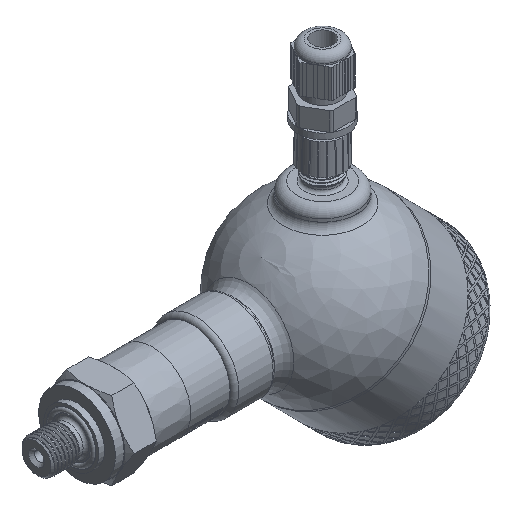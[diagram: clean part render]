
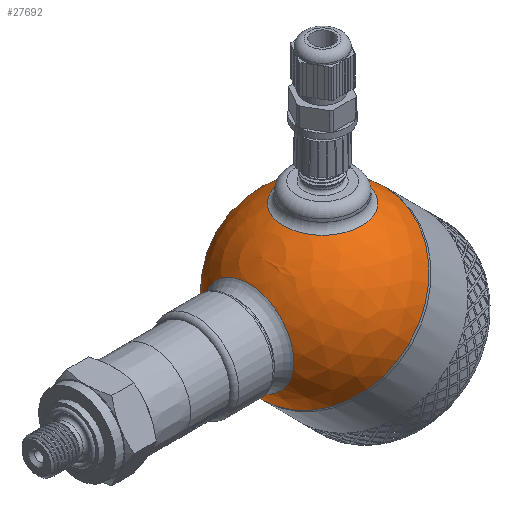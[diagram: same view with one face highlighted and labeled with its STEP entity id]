
A CAD part, isometric view. The second image highlights one B-rep face of the part: STEP entity #27692.
In plain terms, the highlighted spherical face has radius 30 mm.
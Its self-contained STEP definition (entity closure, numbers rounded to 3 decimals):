
#65=SPHERICAL_SURFACE('',#29385,30.);
#1104=FACE_BOUND('',#3893,.T.);
#1105=FACE_BOUND('',#3894,.T.);
#2127=FACE_OUTER_BOUND('',#3892,.T.);
#3892=EDGE_LOOP('',(#20081,#20082,#20083,#20084));
#3893=EDGE_LOOP('',(#20085));
#3894=EDGE_LOOP('',(#20086));
#5557=CIRCLE('',#29307,30.);
#5558=CIRCLE('',#29308,30.);
#5585=CIRCLE('',#29381,13.5);
#5588=CIRCLE('',#29386,30.);
#5589=CIRCLE('',#29387,15.643);
#11032=VERTEX_POINT('',#37211);
#11033=VERTEX_POINT('',#37213);
#11532=VERTEX_POINT('',#43600);
#11534=VERTEX_POINT('',#43607);
#11535=VERTEX_POINT('',#43609);
#14000=EDGE_CURVE('',#11032,#11033,#5557,.T.);
#14001=EDGE_CURVE('',#11033,#11032,#5558,.T.);
#14752=EDGE_CURVE('',#11532,#11532,#5585,.T.);
#14755=EDGE_CURVE('',#11033,#11534,#5588,.T.);
#14756=EDGE_CURVE('',#11535,#11535,#5589,.T.);
#20081=ORIENTED_EDGE('',*,*,#14001,.F.);
#20082=ORIENTED_EDGE('',*,*,#14755,.T.);
#20083=ORIENTED_EDGE('',*,*,#14755,.F.);
#20084=ORIENTED_EDGE('',*,*,#14000,.F.);
#20085=ORIENTED_EDGE('',*,*,#14756,.F.);
#20086=ORIENTED_EDGE('',*,*,#14752,.F.);
#27692=ADVANCED_FACE('',(#2127,#1104,#1105),#65,.T.);
#29307=AXIS2_PLACEMENT_3D('',#37214,#30875,#30876);
#29308=AXIS2_PLACEMENT_3D('',#37215,#30877,#30878);
#29381=AXIS2_PLACEMENT_3D('',#43601,#31287,#31288);
#29385=AXIS2_PLACEMENT_3D('',#43606,#31295,#31296);
#29386=AXIS2_PLACEMENT_3D('',#43608,#31297,#31298);
#29387=AXIS2_PLACEMENT_3D('',#43610,#31299,#31300);
#30875=DIRECTION('center_axis',(1.,0.,0.));
#30876=DIRECTION('ref_axis',(0.,1.,0.));
#30877=DIRECTION('center_axis',(1.,0.,0.));
#30878=DIRECTION('ref_axis',(0.,1.,0.));
#31287=DIRECTION('center_axis',(-0.707,0.,-0.707));
#31288=DIRECTION('ref_axis',(-0.707,0.,0.707));
#31295=DIRECTION('center_axis',(1.,0.,0.));
#31296=DIRECTION('ref_axis',(0.,-1.,0.));
#31297=DIRECTION('center_axis',(0.,0.,1.));
#31298=DIRECTION('ref_axis',(0.,1.,0.));
#31299=DIRECTION('center_axis',(-0.707,0.,0.707));
#31300=DIRECTION('ref_axis',(0.707,0.,0.707));
#37211=CARTESIAN_POINT('',(0.,-30.,0.));
#37213=CARTESIAN_POINT('',(0.,30.,0.));
#37214=CARTESIAN_POINT('Origin',(0.,0.,0.));
#37215=CARTESIAN_POINT('Origin',(0.,0.,0.));
#43600=CARTESIAN_POINT('',(-9.398,0.,-28.49));
#43601=CARTESIAN_POINT('Origin',(-18.944,0.,-18.944));
#43606=CARTESIAN_POINT('Origin',(0.,0.,0.));
#43607=CARTESIAN_POINT('',(-30.,0.,0.));
#43608=CARTESIAN_POINT('Origin',(0.,0.,0.));
#43609=CARTESIAN_POINT('',(-29.162,0.,7.04));
#43610=CARTESIAN_POINT('Origin',(-18.101,0.,18.101));
